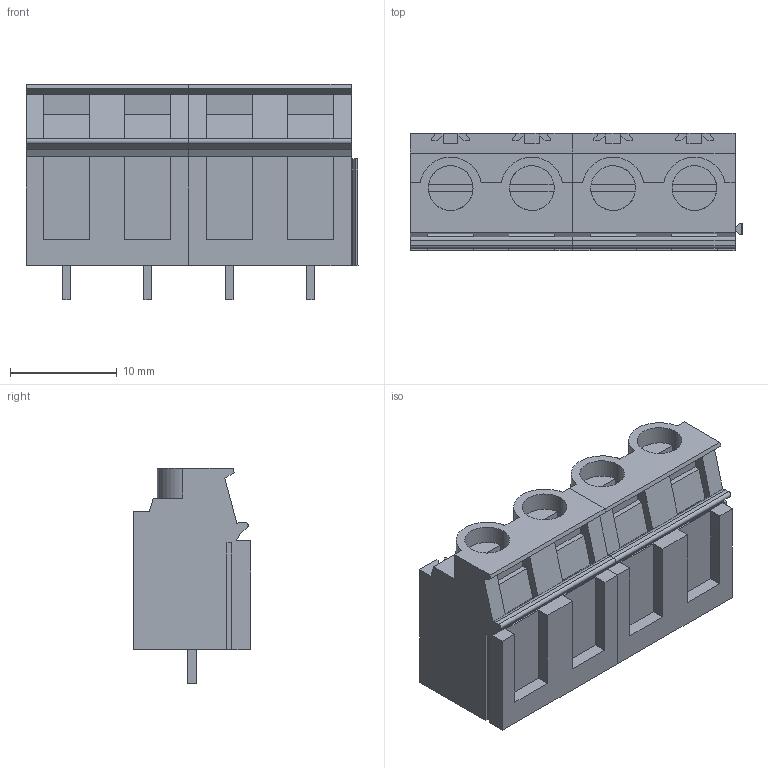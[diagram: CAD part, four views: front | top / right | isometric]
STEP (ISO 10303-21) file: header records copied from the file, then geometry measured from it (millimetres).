
FILE_DESCRIPTION(('CATIA V5 STEP Exchange','CAx-IF Rec.Pracs.--- Model Styling and Organization---1.2---2011-12-15'),'2;1');
FILE_NAME ('D1454506_0_1689750000_1689750000.stp','2018-03-01T07:20:22+00:00',('none'),('Weidmueller'),'CATIA Version 5-6 Release 2014','CATIA V5 STEP AP214','none');
FILE_SCHEMA(('AUTOMOTIVE_DESIGN { 1 0 10303 214 1 1 1 1 }'));
Length unit declared in the file: millimetre
Products named in the file (1): 1689750000
Bounding box: 31.13 x 11 x 20.2 mm (x, y, z)
Volume: 4195.6 mm3; surface area: 3652.7 mm2
Topology: 10 solids, 10 shells, 364 faces, 986 edges, 652 vertices
Faces by surface type: plane 340, cylinder 24
Entity records: 11236 total; most frequent: CARTESIAN_POINT 2224, ORIENTED_EDGE 1972, DIRECTION 1466, EDGE_CURVE 986, VECTOR 922, LINE 922, VERTEX_POINT 652, EDGE_LOOP 374
